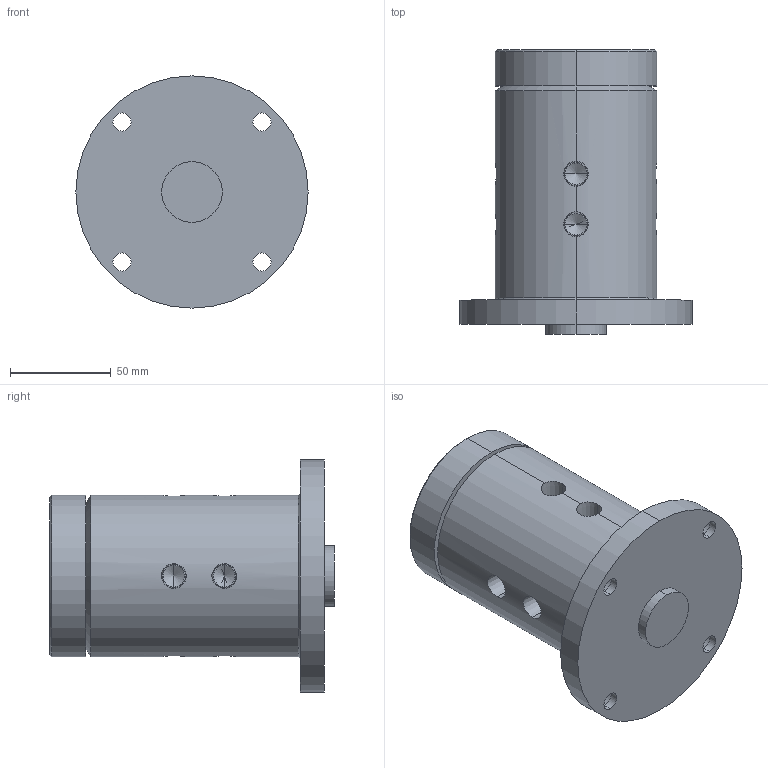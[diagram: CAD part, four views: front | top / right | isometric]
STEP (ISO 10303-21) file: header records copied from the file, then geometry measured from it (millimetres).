
FILE_DESCRIPTION (( 'STEP AP203' ), '1' );
FILE_NAME ('CF-RV-A31H.STEP', '2020-07-21T06:27:41', ( '' ), ( '' ), 'SwSTEP 2.0', 'SolidWorks 2016', '' );
FILE_SCHEMA (( 'CONFIG_CONTROL_DESIGN' ));
Length unit declared in the file: millimetre
Products named in the file (1): CF-RV-A31H
Bounding box: 115 x 141 x 115 mm (x, y, z)
Volume: 719967.5 mm3; surface area: 67595.1 mm2
Topology: 1 solids, 1 shells, 195 faces, 476 edges, 292 vertices
Faces by surface type: plane 73, cone 58, cylinder 52, bspline 12
Entity records: 6897 total; most frequent: CARTESIAN_POINT 2368, DIRECTION 910, ORIENTED_EDGE 896, EDGE_CURVE 448, AXIS2_PLACEMENT_3D 326, VERTEX_POINT 292, VECTOR 258, LINE 258
